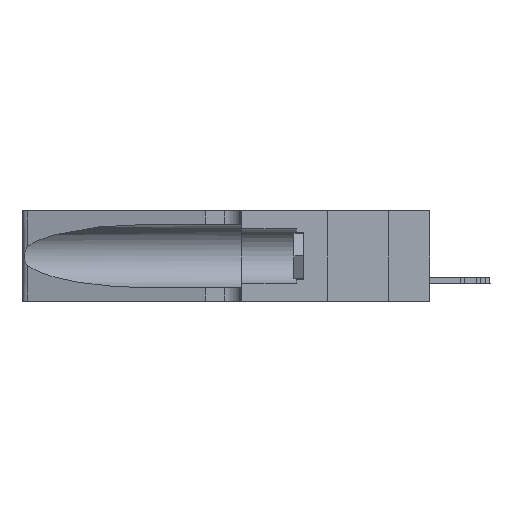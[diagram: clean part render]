
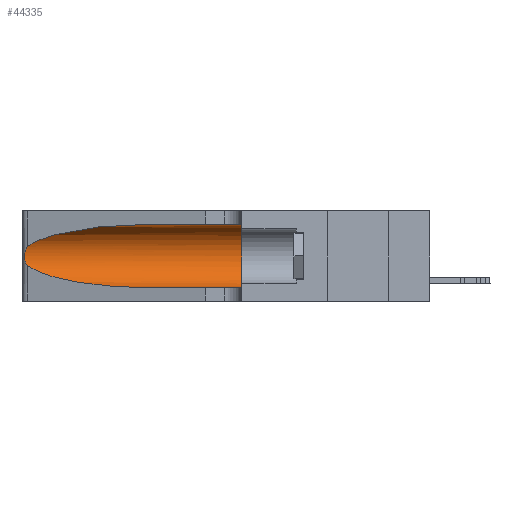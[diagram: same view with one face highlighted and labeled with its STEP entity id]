
A CAD part, left-side view. The second image highlights one B-rep face of the part: STEP entity #44335.
In plain terms, the highlighted cylindrical face has radius 3.308 mm (diameter 6.617 mm), a partial arc.
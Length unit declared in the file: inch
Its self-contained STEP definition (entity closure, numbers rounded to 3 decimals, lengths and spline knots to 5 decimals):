
#1486 = ORIENTED_EDGE ( 'NONE', *, *, #21908, .T. ) ;
#1535 = CIRCLE ( 'NONE', #11413, 0.13025 ) ;
#1937 = CARTESIAN_POINT ( 'NONE',  ( 0.26075, 1.23896, 0.178 ) ) ;
#3555 = CARTESIAN_POINT ( 'NONE',  ( 0.25487, 1.22718, 0.14631 ) ) ;
#5634 = CARTESIAN_POINT ( 'NONE',  ( 0.25487, 1.22718, 0.22369 ) ) ;
#5931 = EDGE_LOOP ( 'NONE', ( #6672, #1486, #6193, #8746, #51365, #18323 ) ) ;
#6009 = CARTESIAN_POINT ( 'NONE',  ( 0.26017, 1.23833, 0.17102 ) ) ;
#6193 = ORIENTED_EDGE ( 'NONE', *, *, #39120, .T. ) ;
#6672 = ORIENTED_EDGE ( 'NONE', *, *, #34494, .T. ) ;
#6856 = EDGE_CURVE ( 'NONE', #34928, #16444, #22085, .T. ) ;
#7247 = CARTESIAN_POINT ( 'NONE',  ( 0.1305, 1.61858, 0.05475 ) ) ;
#7248 = CARTESIAN_POINT ( 'NONE',  ( 0.1305, 0.72297, 0.05475 ) ) ;
#8285 = LINE ( 'NONE', #28831, #28275 ) ;
#8746 = ORIENTED_EDGE ( 'NONE', *, *, #6856, .T. ) ;
#9496 = CARTESIAN_POINT ( 'NONE',  ( 0.26018, 1.23835, 0.19895 ) ) ;
#10227 = CARTESIAN_POINT ( 'NONE',  ( 0.25856, 1.23593, 0.16098 ) ) ;
#10300 = DIRECTION ( 'NONE',  ( 0., -1., 0. ) ) ;
#10886 = CARTESIAN_POINT ( 'NONE',  ( 0.1305, 0.72297, 0.31525 ) ) ;
#11413 = AXIS2_PLACEMENT_3D ( 'NONE', #36204, #47542, #33207 ) ;
#12210 = VERTEX_POINT ( 'NONE', #28040 ) ;
#12966 = DIRECTION ( 'NONE',  ( 0., -1., 0. ) ) ;
#13843 = VERTEX_POINT ( 'NONE', #43548 ) ;
#15629 = CARTESIAN_POINT ( 'NONE',  ( 0.2373, 1.15595, 0.08982 ) ) ;
#16444 = VERTEX_POINT ( 'NONE', #40053 ) ;
#17695 = CARTESIAN_POINT ( 'NONE',  ( 0.25639, 1.23186, 0.15144 ) ) ;
#17976 = CARTESIAN_POINT ( 'NONE',  ( 0.25487, 1.22718, 0.14631 ) ) ;
#18323 = ORIENTED_EDGE ( 'NONE', *, *, #51176, .F. ) ;
#19209 = VERTEX_POINT ( 'NONE', #17976 ) ;
#21908 = EDGE_CURVE ( 'NONE', #32564, #19209, #43212, .T. ) ;
#22085 = LINE ( 'NONE', #7247, #36483 ) ;
#22296 =( BOUNDED_CURVE ( )  B_SPLINE_CURVE ( 3, ( #3555, #15629, #31899, #7248 ),
 .UNSPECIFIED., .F., .F. ) 
 B_SPLINE_CURVE_WITH_KNOTS ( ( 4, 4 ),
 ( 3.44316, 4.71239 ),
 .UNSPECIFIED. ) 
 CURVE ( )  GEOMETRIC_REPRESENTATION_ITEM ( )  RATIONAL_B_SPLINE_CURVE ( ( 1., 0.87, 0.87, 1. ) ) 
 REPRESENTATION_ITEM ( '' )  );
#22380 = DIRECTION ( 'NONE',  ( 0., 0., -1. ) ) ;
#25270 = CARTESIAN_POINT ( 'NONE',  ( 0.25487, 1.22718, 0.22369 ) ) ;
#26155 = CARTESIAN_POINT ( 'NONE',  ( 0.25854, 1.2359, 0.20912 ) ) ;
#26779 = FACE_OUTER_BOUND ( 'NONE', #5931, .T. ) ;
#26806 = CARTESIAN_POINT ( 'NONE',  ( 0.25487, 1.22718, 0.22369 ) ) ;
#28040 = CARTESIAN_POINT ( 'NONE',  ( 0.1305, 0.72297, 0.31525 ) ) ;
#28275 = VECTOR ( 'NONE', #12966, 39.37008 ) ;
#28831 = CARTESIAN_POINT ( 'NONE',  ( 0.1305, 1.61858, 0.31525 ) ) ;
#29795 = CARTESIAN_POINT ( 'NONE',  ( 0.25639, 1.23184, 0.21858 ) ) ;
#31899 = CARTESIAN_POINT ( 'NONE',  ( 0.18966, 0.96281, 0.05475 ) ) ;
#32564 = VERTEX_POINT ( 'NONE', #25270 ) ;
#33207 = DIRECTION ( 'NONE',  ( 0., 0., 1. ) ) ;
#33639 = CARTESIAN_POINT ( 'NONE',  ( 0.26075, 1.23896, 0.19203 ) ) ;
#34017 = CARTESIAN_POINT ( 'NONE',  ( 0.25555, 1.22993, 0.14849 ) ) ;
#34494 = EDGE_CURVE ( 'NONE', #12210, #32564, #40855, .T. ) ;
#34928 = VERTEX_POINT ( 'NONE', #45093 ) ;
#35193 = DIRECTION ( 'NONE',  ( 0., -1., 0. ) ) ;
#36204 = CARTESIAN_POINT ( 'NONE',  ( 0.1305, 0.35, 0.185 ) ) ;
#36483 = VECTOR ( 'NONE', #35193, 39.37008 ) ;
#37447 = CARTESIAN_POINT ( 'NONE',  ( 0.25789, 1.23486, 0.15765 ) ) ;
#38167 = CARTESIAN_POINT ( 'NONE',  ( 0.25787, 1.23484, 0.2124 ) ) ;
#39120 = EDGE_CURVE ( 'NONE', #19209, #34928, #22296, .T. ) ;
#39627 = AXIS2_PLACEMENT_3D ( 'NONE', #46089, #10300, #22380 ) ;
#39932 = EDGE_CURVE ( 'NONE', #13843, #16444, #1535, .T. ) ;
#40053 = CARTESIAN_POINT ( 'NONE',  ( 0.1305, 0.35, 0.05475 ) ) ;
#40855 =( BOUNDED_CURVE ( )  B_SPLINE_CURVE ( 3, ( #10886, #50297, #41932, #26806 ),
 .UNSPECIFIED., .F., .F. ) 
 B_SPLINE_CURVE_WITH_KNOTS ( ( 4, 4 ),
 ( 1.5708, 2.84003 ),
 .UNSPECIFIED. ) 
 CURVE ( )  GEOMETRIC_REPRESENTATION_ITEM ( )  RATIONAL_B_SPLINE_CURVE ( ( 1., 0.87, 0.87, 1. ) ) 
 REPRESENTATION_ITEM ( '' )  );
#41932 = CARTESIAN_POINT ( 'NONE',  ( 0.2373, 1.15595, 0.28018 ) ) ;
#43212 = B_SPLINE_CURVE_WITH_KNOTS ( 'NONE', 3,
 ( #5634, #46013, #29795, #38167, #26155, #9496, #33639, #1937, #6009, #10227, #37447, #17695, #34017, #45812 ),
 .UNSPECIFIED., .F., .F.,
 ( 4, 2, 2, 2, 2, 2, 4 ),
 ( 0., 0.00027, 0.00053, 0.00107, 0.0016, 0.00187, 0.00214 ),
 .UNSPECIFIED. ) ;
#43548 = CARTESIAN_POINT ( 'NONE',  ( 0.1305, 0.35, 0.31525 ) ) ;
#44335 = ADVANCED_FACE ( 'NONE', ( #26779 ), #51739, .F. ) ;
#45093 = CARTESIAN_POINT ( 'NONE',  ( 0.1305, 0.72297, 0.05475 ) ) ;
#45812 = CARTESIAN_POINT ( 'NONE',  ( 0.25487, 1.22718, 0.14631 ) ) ;
#46013 = CARTESIAN_POINT ( 'NONE',  ( 0.25555, 1.22994, 0.2215 ) ) ;
#46089 = CARTESIAN_POINT ( 'NONE',  ( 0.1305, 1.61858, 0.185 ) ) ;
#47542 = DIRECTION ( 'NONE',  ( 0., 1., 0. ) ) ;
#50297 = CARTESIAN_POINT ( 'NONE',  ( 0.18966, 0.96281, 0.31525 ) ) ;
#51176 = EDGE_CURVE ( 'NONE', #12210, #13843, #8285, .T. ) ;
#51365 = ORIENTED_EDGE ( 'NONE', *, *, #39932, .F. ) ;
#51739 = CYLINDRICAL_SURFACE ( 'NONE', #39627, 0.13025 ) ;
